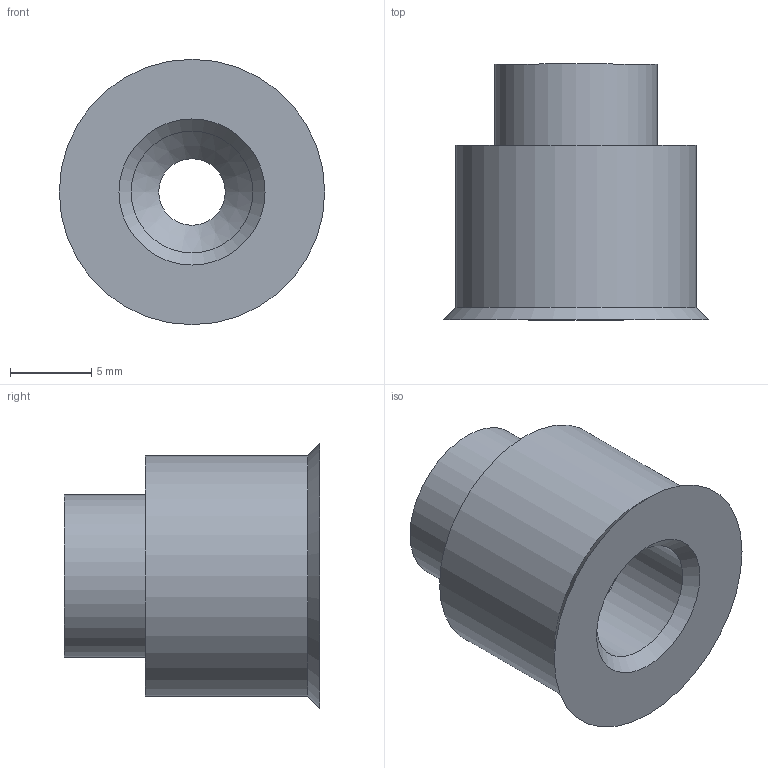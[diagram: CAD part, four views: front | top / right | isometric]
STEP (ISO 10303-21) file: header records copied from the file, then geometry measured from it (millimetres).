
FILE_DESCRIPTION(('Open CASCADE Model'),'2;1');
FILE_NAME('Open CASCADE Shape Model','2025-12-29T18:39:35',('Author'),( 'Open CASCADE'),'Open CASCADE STEP processor 7.8','Open CASCADE 7.8' ,'Unknown');
FILE_SCHEMA(('AUTOMOTIVE_DESIGN { 1 0 10303 214 1 1 1 1 }'));
Length unit declared in the file: millimetre
Products named in the file (1): Open CASCADE STEP translator 7.8 4
Bounding box: 16.35 x 15.75 x 16.35 mm (x, y, z)
Volume: 1851.3 mm3; surface area: 1277.9 mm2
Topology: 1 solids, 1 shells, 10 faces, 17 edges, 10 vertices
Faces by surface type: cylinder 4, plane 3, cone 3
Full cylindrical faces by diameter (mm): 4.1 x1, 7.5 x1, 10 x1, 14.85 x1
Entity records: 477 total; most frequent: DIRECTION 82, CARTESIAN_POINT 78, LINE 35, VECTOR 35, ORIENTED_EDGE 34, PCURVE 34, DEFINITIONAL_REPRESENTATION 34, AXIS2_PLACEMENT_3D 21
